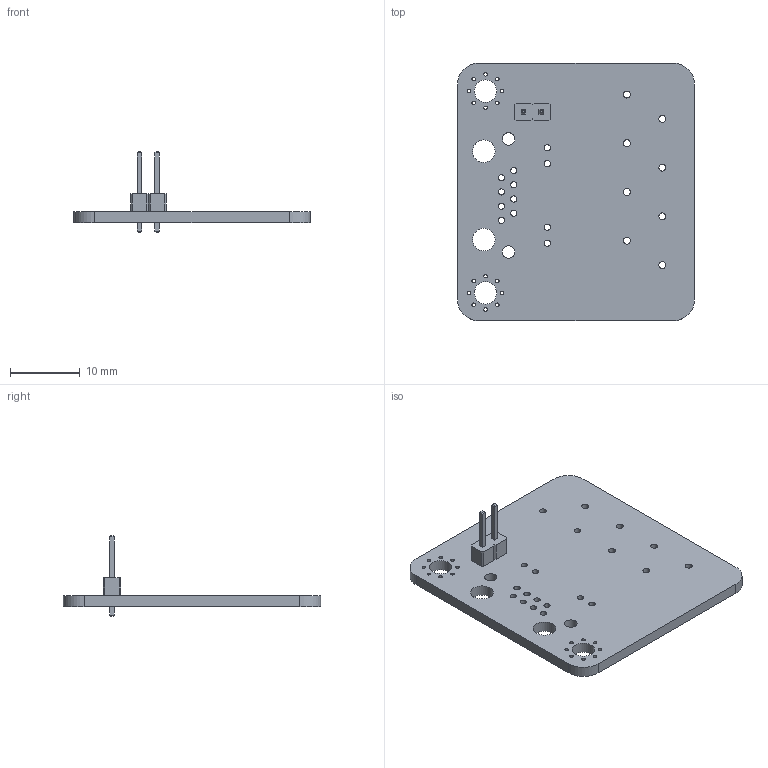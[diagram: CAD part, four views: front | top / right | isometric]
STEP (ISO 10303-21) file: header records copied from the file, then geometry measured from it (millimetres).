
FILE_DESCRIPTION(('KiCad electronic assembly'),'2;1');
FILE_NAME('rj45-screw-terminals.step','2024-08-29T22:42:51',('Pcbnew'),( 'Kicad'),'Open CASCADE STEP processor 7.7','KiCad to STEP converter' ,'Unknown');
FILE_SCHEMA(('AUTOMOTIVE_DESIGN { 1 0 10303 214 1 1 1 1 }'));
Length unit declared in the file: millimetre
Products named in the file (4): rj45-screw-terminals 1; PinHeader_1x02_P2.54mm_Vertical; PinHeader_1x02_P254mm_Vertical; rj45-screw-terminals_PCB
Assembly tree (3 placements, depth 3):
  rj45-screw-terminals 1
    PinHeader_1x02_P2.54mm_Vertical
      PinHeader_1x02_P254mm_Vertical
    rj45-screw-terminals_PCB
Bounding box: 34 x 37 x 11.54 mm (x, y, z)
Volume: 1949.9 mm3; surface area: 2942.7 mm2
Topology: 2 solids, 2 shells, 106 faces, 278 edges, 180 vertices
Faces by surface type: plane 58, cylinder 48
Full cylindrical faces by diameter (mm): 0.5 x16, 0.89 x12, 1 x10, 1.8 x2, 3.2 x2, 3.25 x2
Entity records: 3884 total; most frequent: DIRECTION 594, CARTESIAN_POINT 568, ORIENTED_EDGE 556, EDGE_CURVE 278, AXIS2_PLACEMENT_3D 206, FACE_BOUND 198, EDGE_LOOP 198, LINE 182
